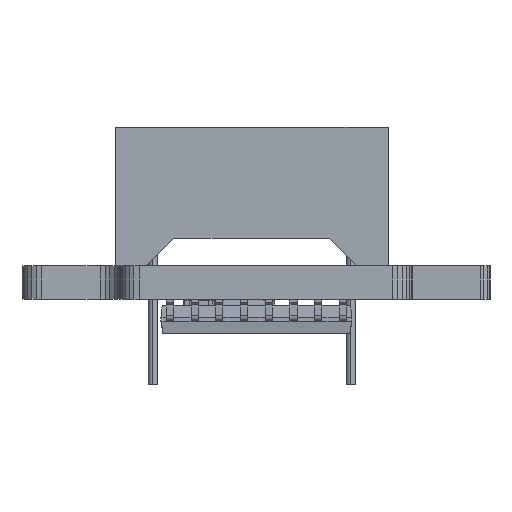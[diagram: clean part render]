
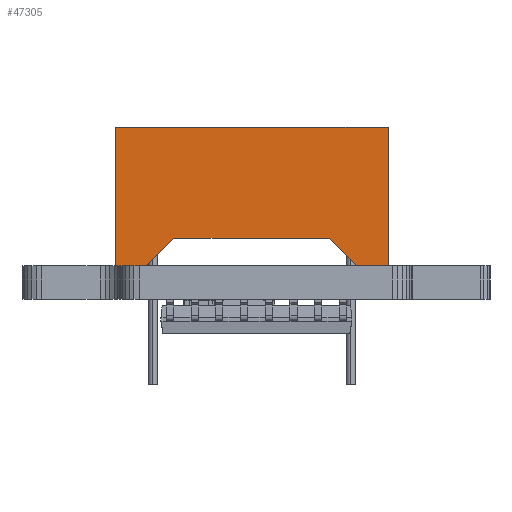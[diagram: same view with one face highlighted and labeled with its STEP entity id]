
A CAD part, left-side view. The second image highlights one B-rep face of the part: STEP entity #47305.
In plain terms, the highlighted face is planar.
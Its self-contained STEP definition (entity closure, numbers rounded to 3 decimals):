
#45828 = PLANE('',#45829);
#45829 = AXIS2_PLACEMENT_3D('',#45830,#45831,#45832);
#45830 = CARTESIAN_POINT('',(0.,0.,0.));
#45831 = DIRECTION('',(0.,0.,1.));
#45832 = DIRECTION('',(1.,0.,0.));
#45856 = PLANE('',#45857);
#45857 = AXIS2_PLACEMENT_3D('',#45858,#45859,#45860);
#45858 = CARTESIAN_POINT('',(-15.,4.,1.5));
#45859 = DIRECTION('',(0.,0.707,0.707));
#45860 = DIRECTION('',(0.,-0.707,0.707));
#45884 = PLANE('',#45885);
#45885 = AXIS2_PLACEMENT_3D('',#45886,#45887,#45888);
#45886 = CARTESIAN_POINT('',(-15.,-4.,1.5));
#45887 = DIRECTION('',(0.,0.,1.));
#45888 = DIRECTION('',(1.,0.,0.));
#45912 = PLANE('',#45913);
#45913 = AXIS2_PLACEMENT_3D('',#45914,#45915,#45916);
#45914 = CARTESIAN_POINT('',(-15.,-5.5,0.));
#45915 = DIRECTION('',(0.,-0.707,0.707));
#45916 = DIRECTION('',(0.,-0.707,-0.707));
#45938 = PLANE('',#45939);
#45939 = AXIS2_PLACEMENT_3D('',#45940,#45941,#45942);
#45940 = CARTESIAN_POINT('',(0.,0.,0.));
#45941 = DIRECTION('',(0.,0.,1.));
#45942 = DIRECTION('',(1.,0.,0.));
#46412 = VERTEX_POINT('',#46413);
#46413 = CARTESIAN_POINT('',(15.,-7.,0.));
#46427 = PLANE('',#46428);
#46428 = AXIS2_PLACEMENT_3D('',#46429,#46430,#46431);
#46429 = CARTESIAN_POINT('',(-15.,-7.,0.));
#46430 = DIRECTION('',(0.,-1.,0.));
#46431 = DIRECTION('',(0.,0.,-1.));
#46463 = VERTEX_POINT('',#46464);
#46464 = CARTESIAN_POINT('',(15.,-5.5,0.));
#46485 = EDGE_CURVE('',#46412,#46463,#46486,.T.);
#46486 = SURFACE_CURVE('',#46487,(#46491,#46498),.PCURVE_S1.);
#46487 = LINE('',#46488,#46489);
#46488 = CARTESIAN_POINT('',(15.,-7.,0.));
#46489 = VECTOR('',#46490,1.);
#46490 = DIRECTION('',(0.,1.,0.));
#46491 = PCURVE('',#45938,#46492);
#46492 = DEFINITIONAL_REPRESENTATION('',(#46493),#46497);
#46493 = LINE('',#46494,#46495);
#46494 = CARTESIAN_POINT('',(15.,-7.));
#46495 = VECTOR('',#46496,1.);
#46496 = DIRECTION('',(0.,1.));
#46497 = ( GEOMETRIC_REPRESENTATION_CONTEXT(2) 
PARAMETRIC_REPRESENTATION_CONTEXT() REPRESENTATION_CONTEXT('2D SPACE',''
  ) );
#46498 = PCURVE('',#46499,#46504);
#46499 = PLANE('',#46500);
#46500 = AXIS2_PLACEMENT_3D('',#46501,#46502,#46503);
#46501 = CARTESIAN_POINT('',(15.,-7.,0.));
#46502 = DIRECTION('',(1.,0.,0.));
#46503 = DIRECTION('',(0.,0.,-1.));
#46504 = DEFINITIONAL_REPRESENTATION('',(#46505),#46509);
#46505 = LINE('',#46506,#46507);
#46506 = CARTESIAN_POINT('',(0.,0.));
#46507 = VECTOR('',#46508,1.);
#46508 = DIRECTION('',(0.,1.));
#46509 = ( GEOMETRIC_REPRESENTATION_CONTEXT(2) 
PARAMETRIC_REPRESENTATION_CONTEXT() REPRESENTATION_CONTEXT('2D SPACE',''
  ) );
#46539 = VERTEX_POINT('',#46540);
#46540 = CARTESIAN_POINT('',(15.,7.,0.));
#46554 = PLANE('',#46555);
#46555 = AXIS2_PLACEMENT_3D('',#46556,#46557,#46558);
#46556 = CARTESIAN_POINT('',(15.,7.,0.));
#46557 = DIRECTION('',(0.,1.,0.));
#46558 = DIRECTION('',(0.,0.,1.));
#46566 = EDGE_CURVE('',#46567,#46539,#46569,.T.);
#46567 = VERTEX_POINT('',#46568);
#46568 = CARTESIAN_POINT('',(15.,5.5,0.));
#46569 = SURFACE_CURVE('',#46570,(#46574,#46581),.PCURVE_S1.);
#46570 = LINE('',#46571,#46572);
#46571 = CARTESIAN_POINT('',(15.,-7.,0.));
#46572 = VECTOR('',#46573,1.);
#46573 = DIRECTION('',(0.,1.,0.));
#46574 = PCURVE('',#45828,#46575);
#46575 = DEFINITIONAL_REPRESENTATION('',(#46576),#46580);
#46576 = LINE('',#46577,#46578);
#46577 = CARTESIAN_POINT('',(15.,-7.));
#46578 = VECTOR('',#46579,1.);
#46579 = DIRECTION('',(0.,1.));
#46580 = ( GEOMETRIC_REPRESENTATION_CONTEXT(2) 
PARAMETRIC_REPRESENTATION_CONTEXT() REPRESENTATION_CONTEXT('2D SPACE',''
  ) );
#46581 = PCURVE('',#46499,#46582);
#46582 = DEFINITIONAL_REPRESENTATION('',(#46583),#46587);
#46583 = LINE('',#46584,#46585);
#46584 = CARTESIAN_POINT('',(0.,0.));
#46585 = VECTOR('',#46586,1.);
#46586 = DIRECTION('',(0.,1.));
#46587 = ( GEOMETRIC_REPRESENTATION_CONTEXT(2) 
PARAMETRIC_REPRESENTATION_CONTEXT() REPRESENTATION_CONTEXT('2D SPACE',''
  ) );
#46615 = VERTEX_POINT('',#46616);
#46616 = CARTESIAN_POINT('',(15.,4.,1.5));
#46639 = EDGE_CURVE('',#46615,#46567,#46640,.T.);
#46640 = SURFACE_CURVE('',#46641,(#46645,#46652),.PCURVE_S1.);
#46641 = LINE('',#46642,#46643);
#46642 = CARTESIAN_POINT('',(15.,4.,1.5));
#46643 = VECTOR('',#46644,1.);
#46644 = DIRECTION('',(0.,0.707,-0.707));
#46645 = PCURVE('',#45856,#46646);
#46646 = DEFINITIONAL_REPRESENTATION('',(#46647),#46651);
#46647 = LINE('',#46648,#46649);
#46648 = CARTESIAN_POINT('',(0.,30.));
#46649 = VECTOR('',#46650,1.);
#46650 = DIRECTION('',(-1.,0.));
#46651 = ( GEOMETRIC_REPRESENTATION_CONTEXT(2) 
PARAMETRIC_REPRESENTATION_CONTEXT() REPRESENTATION_CONTEXT('2D SPACE',''
  ) );
#46652 = PCURVE('',#46499,#46653);
#46653 = DEFINITIONAL_REPRESENTATION('',(#46654),#46658);
#46654 = LINE('',#46655,#46656);
#46655 = CARTESIAN_POINT('',(-1.5,11.));
#46656 = VECTOR('',#46657,1.);
#46657 = DIRECTION('',(0.707,0.707));
#46658 = ( GEOMETRIC_REPRESENTATION_CONTEXT(2) 
PARAMETRIC_REPRESENTATION_CONTEXT() REPRESENTATION_CONTEXT('2D SPACE',''
  ) );
#46665 = EDGE_CURVE('',#46666,#46615,#46668,.T.);
#46666 = VERTEX_POINT('',#46667);
#46667 = CARTESIAN_POINT('',(15.,-4.,1.5));
#46668 = SURFACE_CURVE('',#46669,(#46673,#46680),.PCURVE_S1.);
#46669 = LINE('',#46670,#46671);
#46670 = CARTESIAN_POINT('',(15.,-4.,1.5));
#46671 = VECTOR('',#46672,1.);
#46672 = DIRECTION('',(0.,1.,0.));
#46673 = PCURVE('',#45884,#46674);
#46674 = DEFINITIONAL_REPRESENTATION('',(#46675),#46679);
#46675 = LINE('',#46676,#46677);
#46676 = CARTESIAN_POINT('',(30.,0.));
#46677 = VECTOR('',#46678,1.);
#46678 = DIRECTION('',(0.,1.));
#46679 = ( GEOMETRIC_REPRESENTATION_CONTEXT(2) 
PARAMETRIC_REPRESENTATION_CONTEXT() REPRESENTATION_CONTEXT('2D SPACE',''
  ) );
#46680 = PCURVE('',#46499,#46681);
#46681 = DEFINITIONAL_REPRESENTATION('',(#46682),#46686);
#46682 = LINE('',#46683,#46684);
#46683 = CARTESIAN_POINT('',(-1.5,3.));
#46684 = VECTOR('',#46685,1.);
#46685 = DIRECTION('',(0.,1.));
#46686 = ( GEOMETRIC_REPRESENTATION_CONTEXT(2) 
PARAMETRIC_REPRESENTATION_CONTEXT() REPRESENTATION_CONTEXT('2D SPACE',''
  ) );
#46713 = EDGE_CURVE('',#46463,#46666,#46714,.T.);
#46714 = SURFACE_CURVE('',#46715,(#46719,#46726),.PCURVE_S1.);
#46715 = LINE('',#46716,#46717);
#46716 = CARTESIAN_POINT('',(15.,-5.5,0.));
#46717 = VECTOR('',#46718,1.);
#46718 = DIRECTION('',(0.,0.707,0.707));
#46719 = PCURVE('',#45912,#46720);
#46720 = DEFINITIONAL_REPRESENTATION('',(#46721),#46725);
#46721 = LINE('',#46722,#46723);
#46722 = CARTESIAN_POINT('',(0.,30.));
#46723 = VECTOR('',#46724,1.);
#46724 = DIRECTION('',(-1.,0.));
#46725 = ( GEOMETRIC_REPRESENTATION_CONTEXT(2) 
PARAMETRIC_REPRESENTATION_CONTEXT() REPRESENTATION_CONTEXT('2D SPACE',''
  ) );
#46726 = PCURVE('',#46499,#46727);
#46727 = DEFINITIONAL_REPRESENTATION('',(#46728),#46732);
#46728 = LINE('',#46729,#46730);
#46729 = CARTESIAN_POINT('',(0.,1.5));
#46730 = VECTOR('',#46731,1.);
#46731 = DIRECTION('',(-0.707,0.707));
#46732 = ( GEOMETRIC_REPRESENTATION_CONTEXT(2) 
PARAMETRIC_REPRESENTATION_CONTEXT() REPRESENTATION_CONTEXT('2D SPACE',''
  ) );
#47305 = ADVANCED_FACE('',(#47306),#46499,.T.);
#47306 = FACE_BOUND('',#47307,.T.);
#47307 = EDGE_LOOP('',(#47308,#47309,#47310,#47311,#47312,#47313,#47336,
    #47364));
#47308 = ORIENTED_EDGE('',*,*,#46485,.T.);
#47309 = ORIENTED_EDGE('',*,*,#46713,.T.);
#47310 = ORIENTED_EDGE('',*,*,#46665,.T.);
#47311 = ORIENTED_EDGE('',*,*,#46639,.T.);
#47312 = ORIENTED_EDGE('',*,*,#46566,.T.);
#47313 = ORIENTED_EDGE('',*,*,#47314,.T.);
#47314 = EDGE_CURVE('',#46539,#47315,#47317,.T.);
#47315 = VERTEX_POINT('',#47316);
#47316 = CARTESIAN_POINT('',(15.,7.,7.2));
#47317 = SURFACE_CURVE('',#47318,(#47322,#47329),.PCURVE_S1.);
#47318 = LINE('',#47319,#47320);
#47319 = CARTESIAN_POINT('',(15.,7.,0.));
#47320 = VECTOR('',#47321,1.);
#47321 = DIRECTION('',(0.,0.,1.));
#47322 = PCURVE('',#46499,#47323);
#47323 = DEFINITIONAL_REPRESENTATION('',(#47324),#47328);
#47324 = LINE('',#47325,#47326);
#47325 = CARTESIAN_POINT('',(0.,14.));
#47326 = VECTOR('',#47327,1.);
#47327 = DIRECTION('',(-1.,0.));
#47328 = ( GEOMETRIC_REPRESENTATION_CONTEXT(2) 
PARAMETRIC_REPRESENTATION_CONTEXT() REPRESENTATION_CONTEXT('2D SPACE',''
  ) );
#47329 = PCURVE('',#46554,#47330);
#47330 = DEFINITIONAL_REPRESENTATION('',(#47331),#47335);
#47331 = LINE('',#47332,#47333);
#47332 = CARTESIAN_POINT('',(0.,0.));
#47333 = VECTOR('',#47334,1.);
#47334 = DIRECTION('',(1.,0.));
#47335 = ( GEOMETRIC_REPRESENTATION_CONTEXT(2) 
PARAMETRIC_REPRESENTATION_CONTEXT() REPRESENTATION_CONTEXT('2D SPACE',''
  ) );
#47336 = ORIENTED_EDGE('',*,*,#47337,.T.);
#47337 = EDGE_CURVE('',#47315,#47338,#47340,.T.);
#47338 = VERTEX_POINT('',#47339);
#47339 = CARTESIAN_POINT('',(15.,-7.,7.2));
#47340 = SURFACE_CURVE('',#47341,(#47345,#47352),.PCURVE_S1.);
#47341 = LINE('',#47342,#47343);
#47342 = CARTESIAN_POINT('',(15.,-7.,7.2));
#47343 = VECTOR('',#47344,1.);
#47344 = DIRECTION('',(0.,-1.,0.));
#47345 = PCURVE('',#46499,#47346);
#47346 = DEFINITIONAL_REPRESENTATION('',(#47347),#47351);
#47347 = LINE('',#47348,#47349);
#47348 = CARTESIAN_POINT('',(-7.2,0.));
#47349 = VECTOR('',#47350,1.);
#47350 = DIRECTION('',(0.,-1.));
#47351 = ( GEOMETRIC_REPRESENTATION_CONTEXT(2) 
PARAMETRIC_REPRESENTATION_CONTEXT() REPRESENTATION_CONTEXT('2D SPACE',''
  ) );
#47352 = PCURVE('',#47353,#47358);
#47353 = PLANE('',#47354);
#47354 = AXIS2_PLACEMENT_3D('',#47355,#47356,#47357);
#47355 = CARTESIAN_POINT('',(0.,0.,7.2));
#47356 = DIRECTION('',(0.,0.,1.));
#47357 = DIRECTION('',(1.,0.,0.));
#47358 = DEFINITIONAL_REPRESENTATION('',(#47359),#47363);
#47359 = LINE('',#47360,#47361);
#47360 = CARTESIAN_POINT('',(15.,-7.));
#47361 = VECTOR('',#47362,1.);
#47362 = DIRECTION('',(0.,-1.));
#47363 = ( GEOMETRIC_REPRESENTATION_CONTEXT(2) 
PARAMETRIC_REPRESENTATION_CONTEXT() REPRESENTATION_CONTEXT('2D SPACE',''
  ) );
#47364 = ORIENTED_EDGE('',*,*,#47365,.T.);
#47365 = EDGE_CURVE('',#47338,#46412,#47366,.T.);
#47366 = SURFACE_CURVE('',#47367,(#47371,#47378),.PCURVE_S1.);
#47367 = LINE('',#47368,#47369);
#47368 = CARTESIAN_POINT('',(15.,-7.,0.));
#47369 = VECTOR('',#47370,1.);
#47370 = DIRECTION('',(0.,0.,-1.));
#47371 = PCURVE('',#46499,#47372);
#47372 = DEFINITIONAL_REPRESENTATION('',(#47373),#47377);
#47373 = LINE('',#47374,#47375);
#47374 = CARTESIAN_POINT('',(0.,0.));
#47375 = VECTOR('',#47376,1.);
#47376 = DIRECTION('',(1.,0.));
#47377 = ( GEOMETRIC_REPRESENTATION_CONTEXT(2) 
PARAMETRIC_REPRESENTATION_CONTEXT() REPRESENTATION_CONTEXT('2D SPACE',''
  ) );
#47378 = PCURVE('',#46427,#47379);
#47379 = DEFINITIONAL_REPRESENTATION('',(#47380),#47384);
#47380 = LINE('',#47381,#47382);
#47381 = CARTESIAN_POINT('',(0.,30.));
#47382 = VECTOR('',#47383,1.);
#47383 = DIRECTION('',(1.,0.));
#47384 = ( GEOMETRIC_REPRESENTATION_CONTEXT(2) 
PARAMETRIC_REPRESENTATION_CONTEXT() REPRESENTATION_CONTEXT('2D SPACE',''
  ) );
